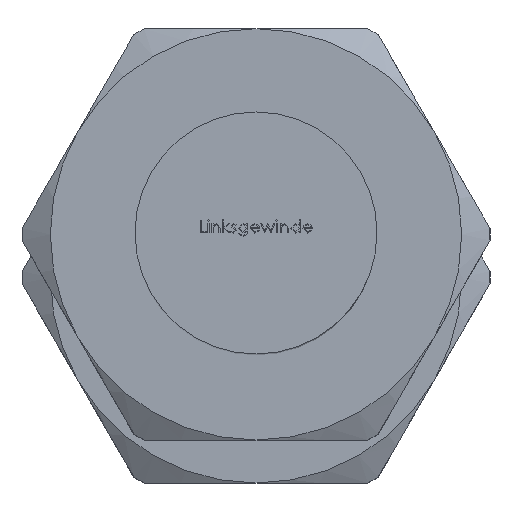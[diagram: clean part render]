
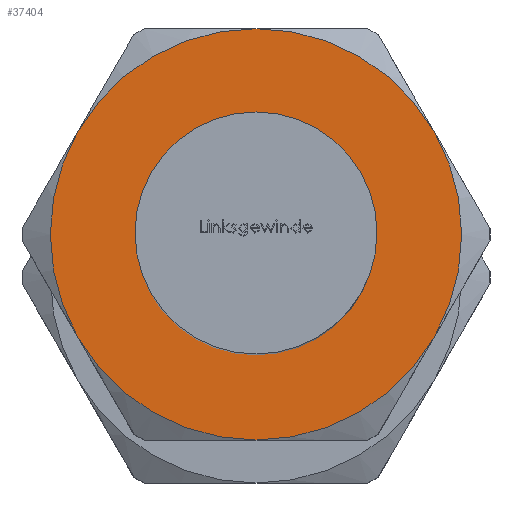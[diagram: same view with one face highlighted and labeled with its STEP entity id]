
A CAD part, top view. The second image highlights one B-rep face of the part: STEP entity #37404.
In plain terms, the highlighted face is planar.
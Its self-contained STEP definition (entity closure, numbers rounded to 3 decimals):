
#243 = EDGE_CURVE ( 'NONE', #30203, #50601, #16714, .T. ) ;
#578 = DIRECTION ( 'NONE',  ( 0., 0., 1. ) ) ;
#740 = DIRECTION ( 'NONE',  ( 0., -1., 0. ) ) ;
#2099 = EDGE_CURVE ( 'NONE', #6900, #6900, #31810, .T. ) ;
#2277 = EDGE_LOOP ( 'NONE', ( #47540 ) ) ;
#2591 = VERTEX_POINT ( 'NONE', #5201 ) ;
#5089 = CIRCLE ( 'NONE', #42470, 8.5 ) ;
#5201 = CARTESIAN_POINT ( 'NONE',  ( 7.361, 4., -4.25 ) ) ;
#6209 = EDGE_CURVE ( 'NONE', #36241, #30203, #5089, .T. ) ;
#6900 = VERTEX_POINT ( 'NONE', #37159 ) ;
#7353 = DIRECTION ( 'NONE',  ( 0., 0., 1. ) ) ;
#9403 = FACE_OUTER_BOUND ( 'NONE', #36398, .T. ) ;
#10044 = AXIS2_PLACEMENT_3D ( 'NONE', #31544, #42835, #31204 ) ;
#11615 = ORIENTED_EDGE ( 'NONE', *, *, #6209, .F. ) ;
#12016 = CIRCLE ( 'NONE', #27933, 8.5 ) ;
#12226 = CIRCLE ( 'NONE', #27942, 8.5 ) ;
#13681 = CARTESIAN_POINT ( 'NONE',  ( 0., 4., 0. ) ) ;
#13852 = CARTESIAN_POINT ( 'NONE',  ( -7.361, 4., -4.25 ) ) ;
#15323 = DIRECTION ( 'NONE',  ( 0., -1., 0. ) ) ;
#15351 = CARTESIAN_POINT ( 'NONE',  ( 0., 4., 8.5 ) ) ;
#16714 = CIRCLE ( 'NONE', #39739, 8.5 ) ;
#17215 = DIRECTION ( 'NONE',  ( 0., -1., 0. ) ) ;
#17421 = DIRECTION ( 'NONE',  ( 0., -1., 0. ) ) ;
#17604 = CARTESIAN_POINT ( 'NONE',  ( 0., 4., -8.5 ) ) ;
#19096 = AXIS2_PLACEMENT_3D ( 'NONE', #34875, #15323, #31297 ) ;
#19529 = DIRECTION ( 'NONE',  ( 0., 0., 1. ) ) ;
#19605 = EDGE_CURVE ( 'NONE', #2591, #32795, #12016, .T. ) ;
#19871 = CARTESIAN_POINT ( 'NONE',  ( 0., 4., 0. ) ) ;
#20031 = CARTESIAN_POINT ( 'NONE',  ( 0., 4., 0. ) ) ;
#20638 = DIRECTION ( 'NONE',  ( 0., 0., 1. ) ) ;
#20804 = DIRECTION ( 'NONE',  ( 0., 1., 0. ) ) ;
#21272 = CARTESIAN_POINT ( 'NONE',  ( -7.361, 4., 4.25 ) ) ;
#23377 = DIRECTION ( 'NONE',  ( 0., -1., 0. ) ) ;
#24158 = ORIENTED_EDGE ( 'NONE', *, *, #243, .F. ) ;
#24454 = DIRECTION ( 'NONE',  ( 0., -1., 0. ) ) ;
#26607 = EDGE_CURVE ( 'NONE', #49973, #36241, #12226, .T. ) ;
#27395 = ORIENTED_EDGE ( 'NONE', *, *, #19605, .F. ) ;
#27933 = AXIS2_PLACEMENT_3D ( 'NONE', #32867, #17215, #28776 ) ;
#27942 = AXIS2_PLACEMENT_3D ( 'NONE', #20031, #24454, #578 ) ;
#28593 = ORIENTED_EDGE ( 'NONE', *, *, #30330, .F. ) ;
#28656 = CIRCLE ( 'NONE', #19096, 8.5 ) ;
#28706 = CARTESIAN_POINT ( 'NONE',  ( 7.361, 4., 4.25 ) ) ;
#28776 = DIRECTION ( 'NONE',  ( 0., 0., 1. ) ) ;
#30203 = VERTEX_POINT ( 'NONE', #13852 ) ;
#30330 = EDGE_CURVE ( 'NONE', #32795, #49973, #46954, .T. ) ;
#30489 = ORIENTED_EDGE ( 'NONE', *, *, #42274, .F. ) ;
#31204 = DIRECTION ( 'NONE',  ( 0., 0., 1. ) ) ;
#31297 = DIRECTION ( 'NONE',  ( 0., 0., -1. ) ) ;
#31544 = CARTESIAN_POINT ( 'NONE',  ( 0., 4., 0. ) ) ;
#31810 = CIRCLE ( 'NONE', #10044, 4.75 ) ;
#32795 = VERTEX_POINT ( 'NONE', #28706 ) ;
#32867 = CARTESIAN_POINT ( 'NONE',  ( 0., 4., 0. ) ) ;
#34875 = CARTESIAN_POINT ( 'NONE',  ( 0., 4., 0. ) ) ;
#36241 = VERTEX_POINT ( 'NONE', #21272 ) ;
#36398 = EDGE_LOOP ( 'NONE', ( #43993, #28593, #27395, #30489, #24158, #11615 ) ) ;
#36607 = CARTESIAN_POINT ( 'NONE',  ( 0., 4., 0. ) ) ;
#37159 = CARTESIAN_POINT ( 'NONE',  ( 0., 4., 4.75 ) ) ;
#37404 = ADVANCED_FACE ( 'NONE', ( #45446, #9403 ), #44189, .T. ) ;
#38358 = CARTESIAN_POINT ( 'NONE',  ( 0., 4., 0. ) ) ;
#39739 = AXIS2_PLACEMENT_3D ( 'NONE', #19871, #740, #19529 ) ;
#42274 = EDGE_CURVE ( 'NONE', #50601, #2591, #28656, .T. ) ;
#42470 = AXIS2_PLACEMENT_3D ( 'NONE', #13681, #17421, #48652 ) ;
#42562 = AXIS2_PLACEMENT_3D ( 'NONE', #36607, #20804, #20638 ) ;
#42835 = DIRECTION ( 'NONE',  ( 0., -1., 0. ) ) ;
#43993 = ORIENTED_EDGE ( 'NONE', *, *, #26607, .F. ) ;
#44189 = PLANE ( 'NONE',  #42562 ) ;
#45446 = FACE_BOUND ( 'NONE', #2277, .T. ) ;
#45691 = AXIS2_PLACEMENT_3D ( 'NONE', #38358, #23377, #7353 ) ;
#46954 = CIRCLE ( 'NONE', #45691, 8.5 ) ;
#47540 = ORIENTED_EDGE ( 'NONE', *, *, #2099, .T. ) ;
#48652 = DIRECTION ( 'NONE',  ( 0., 0., 1. ) ) ;
#49973 = VERTEX_POINT ( 'NONE', #15351 ) ;
#50601 = VERTEX_POINT ( 'NONE', #17604 ) ;
